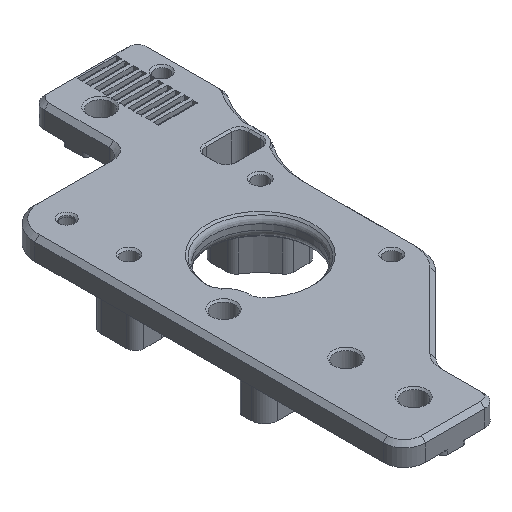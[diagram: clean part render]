
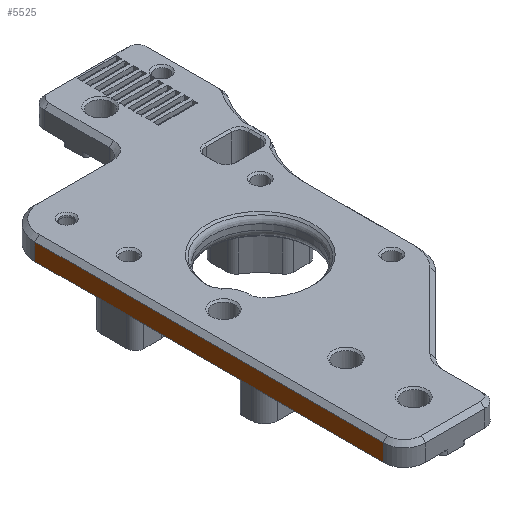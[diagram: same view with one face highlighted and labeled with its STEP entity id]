
A CAD part, isometric view. The second image highlights one B-rep face of the part: STEP entity #5525.
In plain terms, the highlighted planar face has unit normal (-1, 0, 0).
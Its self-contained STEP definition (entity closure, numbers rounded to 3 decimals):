
#230=PLANE('',#6004);
#469=FACE_OUTER_BOUND('',#801,.T.);
#801=EDGE_LOOP('',(#4280,#4281,#4282,#4283));
#1173=LINE('',#9206,#1628);
#1227=LINE('',#9497,#1682);
#1271=LINE('',#9725,#1726);
#1272=LINE('',#9727,#1727);
#1628=VECTOR('',#6871,1000.);
#1682=VECTOR('',#7059,1000.);
#1726=VECTOR('',#7209,1000.);
#1727=VECTOR('',#7212,1000.);
#2376=VERTEX_POINT('',#9201);
#2377=VERTEX_POINT('',#9205);
#2393=VERTEX_POINT('',#9358);
#2459=VERTEX_POINT('',#9495);
#2968=EDGE_CURVE('',#2376,#2377,#1173,.T.);
#3075=EDGE_CURVE('',#2393,#2459,#1227,.T.);
#3151=EDGE_CURVE('',#2376,#2459,#1271,.T.);
#3152=EDGE_CURVE('',#2393,#2377,#1272,.T.);
#4280=ORIENTED_EDGE('',*,*,#3152,.F.);
#4281=ORIENTED_EDGE('',*,*,#3075,.T.);
#4282=ORIENTED_EDGE('',*,*,#3151,.F.);
#4283=ORIENTED_EDGE('',*,*,#2968,.T.);
#5525=ADVANCED_FACE('',(#469),#230,.F.);
#6004=AXIS2_PLACEMENT_3D('',#9726,#7210,#7211);
#6871=DIRECTION('',(0.,1.,0.));
#7059=DIRECTION('',(0.,-1.,0.));
#7209=DIRECTION('',(0.,0.,-1.));
#7210=DIRECTION('center_axis',(1.,0.,0.));
#7211=DIRECTION('ref_axis',(0.,0.,-1.));
#7212=DIRECTION('',(0.,0.,1.));
#9201=CARTESIAN_POINT('',(-20.5,-68.023,-19.306));
#9205=CARTESIAN_POINT('',(-20.5,14.151,-19.306));
#9206=CARTESIAN_POINT('',(-20.5,-0.947,-19.306));
#9358=CARTESIAN_POINT('',(-20.5,14.151,-23.306));
#9495=CARTESIAN_POINT('',(-20.5,-68.023,-23.306));
#9497=CARTESIAN_POINT('',(-20.5,14.151,-23.306));
#9725=CARTESIAN_POINT('',(-20.5,-68.023,-24.942));
#9726=CARTESIAN_POINT('Origin',(-20.5,14.151,-16.706));
#9727=CARTESIAN_POINT('',(-20.5,14.151,-16.706));
